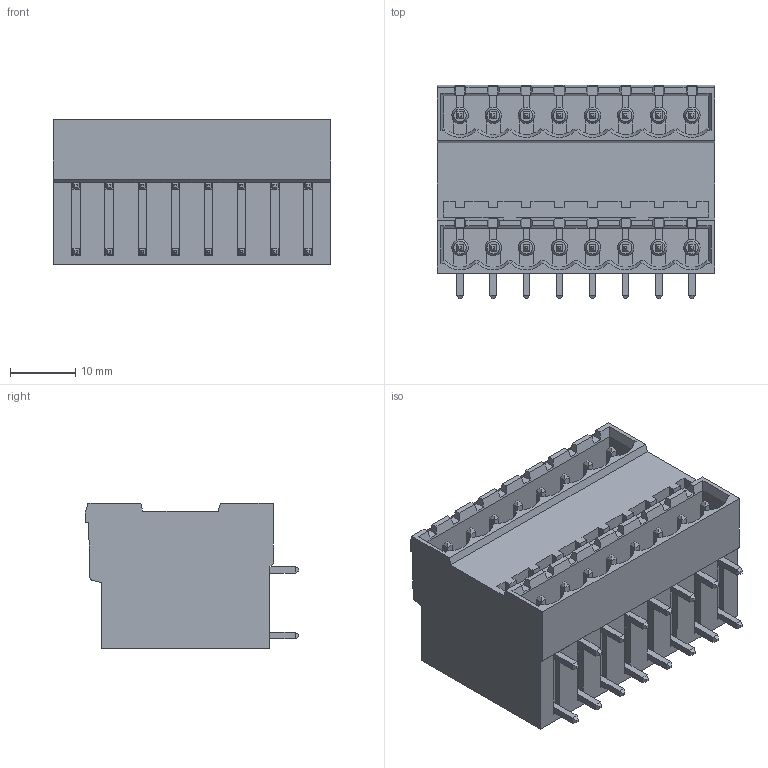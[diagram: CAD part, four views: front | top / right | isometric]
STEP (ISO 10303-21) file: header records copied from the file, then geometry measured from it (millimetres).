
FILE_DESCRIPTION(('STEP AP214'),'1');
FILE_NAME('PDH08-5,08.stp','2017-03-01T14:13:24',(' '),(' '),'Spatial InterOp 3D',' ',' ');
FILE_SCHEMA(('automotive_design'));
Length unit declared in the file: metre
Products named in the file (1): 1
Bounding box: 42.64 x 32.72 x 22.3 mm (x, y, z)
Volume: 20573.8 mm3; surface area: 9121.5 mm2
Topology: 1 solids, 1 shells, 787 faces, 2125 edges, 1364 vertices
Faces by surface type: plane 722, cylinder 33, cone 32
Full cylindrical faces by diameter (mm): 2.5 x16
Entity records: 30045 total; most frequent: CARTESIAN_POINT 4278, ORIENTED_EDGE 4122, DIRECTION 3798, EDGE_CURVE 2061, LINE 1834, VECTOR 1834, VERTEX_POINT 1332, AXIS2_PLACEMENT_3D 982
